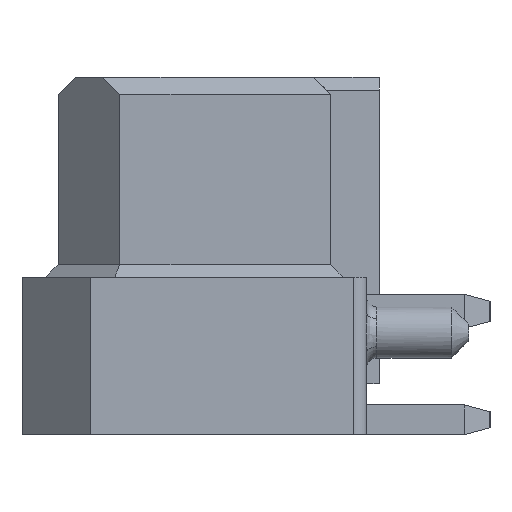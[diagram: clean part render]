
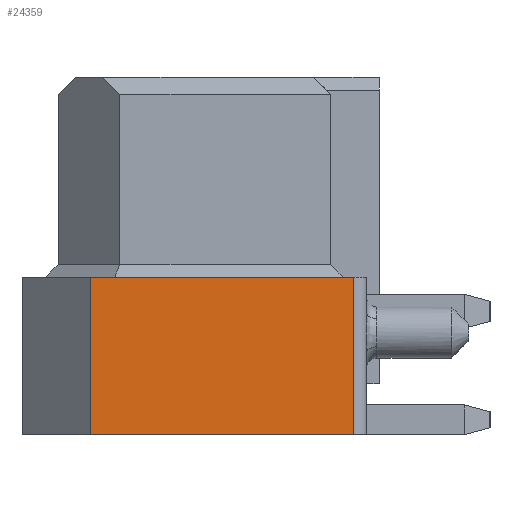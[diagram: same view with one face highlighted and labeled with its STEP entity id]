
A CAD part, left-side view. The second image highlights one B-rep face of the part: STEP entity #24359.
In plain terms, the highlighted planar face has unit normal (-1, 0, 0).
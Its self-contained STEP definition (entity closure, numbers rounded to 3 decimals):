
#18945=CARTESIAN_POINT('',(-6.35,-1.875,-4.2));
#18946=VERTEX_POINT('',#18945);
#18955=CARTESIAN_POINT('',(-6.35,1.225,-4.2));
#18956=VERTEX_POINT('',#18955);
#18957=CARTESIAN_POINT('',(-6.35,-1.875,-4.2));
#18958=DIRECTION('',(0.,1.,0.));
#18959=VECTOR('',#18958,3.1);
#18960=LINE('',#18957,#18959);
#18961=EDGE_CURVE('',#18946,#18956,#18960,.T.);
#19438=CARTESIAN_POINT('',(-6.35,1.225,-2.35));
#19439=VERTEX_POINT('',#19438);
#19446=CARTESIAN_POINT('',(-6.35,-1.875,-2.35));
#19447=VERTEX_POINT('',#19446);
#19448=CARTESIAN_POINT('',(-6.35,1.225,-2.35));
#19449=DIRECTION('',(0.,-1.,0.));
#19450=VECTOR('',#19449,3.1);
#19451=LINE('',#19448,#19450);
#19452=EDGE_CURVE('',#19439,#19447,#19451,.T.);
#24317=CARTESIAN_POINT('',(-6.35,-1.875,-2.35));
#24318=DIRECTION('',(0.,0.,-1.));
#24319=VECTOR('',#24318,1.85);
#24320=LINE('',#24317,#24319);
#24321=EDGE_CURVE('',#19447,#18946,#24320,.T.);
#24343=CARTESIAN_POINT('',(-6.35,-0.325,-3.275));
#24344=DIRECTION('',(0.,0.,-1.));
#24345=DIRECTION('',(-1.,-0.,-0.));
#24346=AXIS2_PLACEMENT_3D('',#24343,#24345,#24344);
#24347=PLANE('',#24346);
#24348=ORIENTED_EDGE('',*,*,#18961,.F.);
#24349=ORIENTED_EDGE('',*,*,#24321,.F.);
#24350=ORIENTED_EDGE('',*,*,#19452,.F.);
#24351=CARTESIAN_POINT('',(-6.35,1.225,-2.35));
#24352=DIRECTION('',(0.,0.,-1.));
#24353=VECTOR('',#24352,1.85);
#24354=LINE('',#24351,#24353);
#24355=EDGE_CURVE('',#19439,#18956,#24354,.T.);
#24356=ORIENTED_EDGE('E2152',*,*,#24355,.T.);
#24357=EDGE_LOOP('',(#24348,#24349,#24350,#24356));
#24358=FACE_OUTER_BOUND('',#24357,.T.);
#24359=ADVANCED_FACE('F729',(#24358),#24347,.T.);
